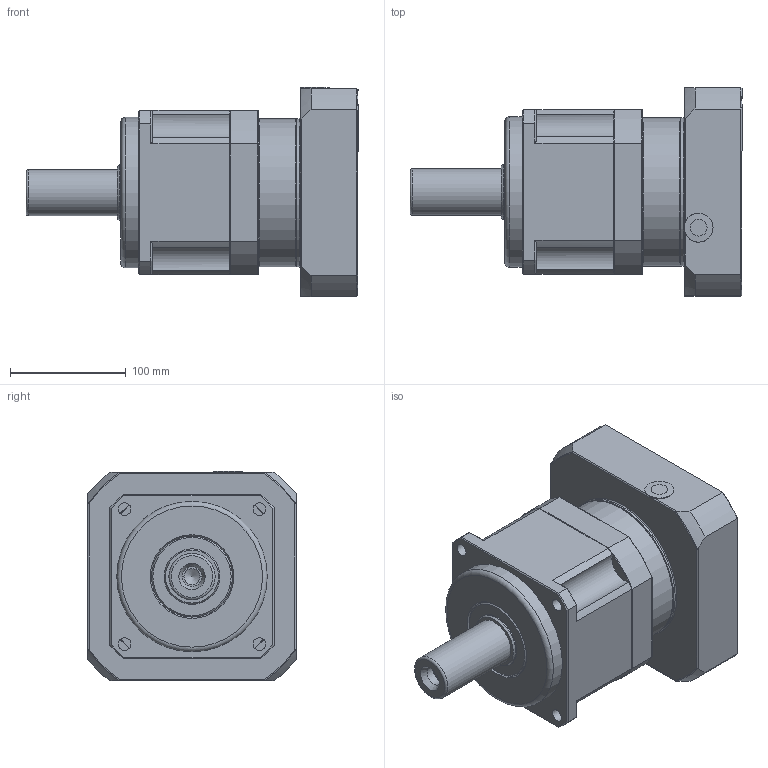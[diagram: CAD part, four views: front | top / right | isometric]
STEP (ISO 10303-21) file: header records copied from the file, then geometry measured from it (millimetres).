
FILE_DESCRIPTION(/* description */ (''),/* implementation_level */ '2;1');
FILE_NAME(/* name */ 'NP14200A1-180A-S1.stp',/* time_stamp */ '2018-08-11T17:40:00+09:00',/* author */ ('Y.J.JI'),/* organization */ (''),/* preprocessor_version */ 'ST-DEVELOPER v15.6',/* originating_system */ 'Autodesk Inventor 2015',/* authorisation */ '');
FILE_SCHEMA (('AUTOMOTIVE_DESIGN { 1 0 10303 214 3 1 1 }'));
Length unit declared in the file: millimetre
Products named in the file (1): NP14200A1-180A-S1
Bounding box: 287 x 180 x 181 mm (x, y, z)
Volume: 3320488.1 mm3; surface area: 309119.3 mm2
Topology: 2 solids, 23 shells, 448 faces, 1064 edges, 676 vertices
Faces by surface type: plane 202, cylinder 128, cone 74, torus 40, sphere 4
Full cylindrical faces by diameter (mm): 6.647 x10, 8 x11, 8.376 x1, 8.5 x4, 9 x6, 10.106 x4, 11 x5, 12.5 x1, 13 x11, 13.835 x1, 14 x11, 14.5 x1, 17 x1, 25 x1, 38 x1, 40 x1, 48 x2, 70 x2, 94 x1, 100 x1, 128 x2, 130 x1, 131 x1
Entity records: 12210 total; most frequent: CARTESIAN_POINT 2608, DIRECTION 1962, ORIENTED_EDGE 1684, EDGE_CURVE 842, AXIS2_PLACEMENT_3D 827, EDGE_LOOP 655, VERTEX_POINT 607, FACE_OUTER_BOUND 448
